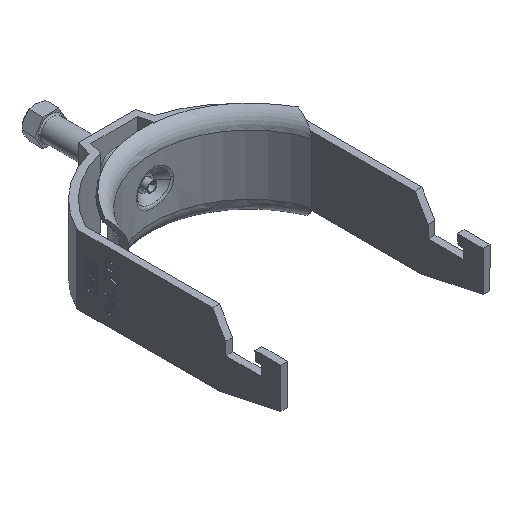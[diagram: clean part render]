
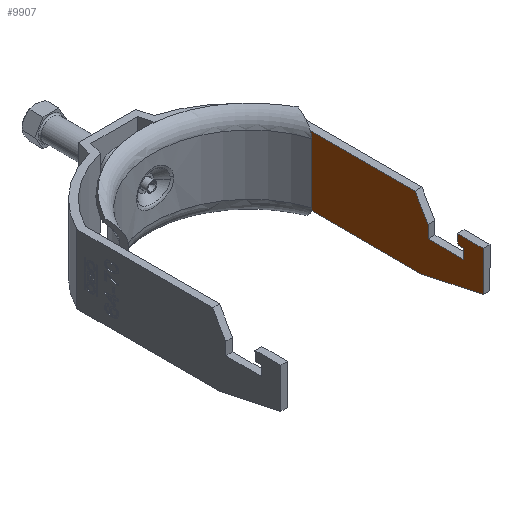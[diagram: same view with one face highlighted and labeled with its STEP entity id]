
A CAD part, isometric view. The second image highlights one B-rep face of the part: STEP entity #9907.
In plain terms, the highlighted planar face has unit normal (-1, 0, 0).
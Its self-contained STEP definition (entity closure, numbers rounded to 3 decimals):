
#7 = FACE_OUTER_BOUND ( 'NONE', #5955, .T. ) ;
#298 = EDGE_CURVE ( 'NONE', #744, #4151, #7717, .T. ) ;
#308 = CARTESIAN_POINT ( 'NONE',  ( 35.5, -94., -0.25 ) ) ;
#348 = VERTEX_POINT ( 'NONE', #911 ) ;
#471 = ORIENTED_EDGE ( 'NONE', *, *, #10245, .T. ) ;
#568 = VERTEX_POINT ( 'NONE', #3161 ) ;
#744 = VERTEX_POINT ( 'NONE', #7616 ) ;
#782 = CARTESIAN_POINT ( 'NONE',  ( 35.5, -94., 3.25 ) ) ;
#911 = CARTESIAN_POINT ( 'NONE',  ( 35.5, -78.761, -12.5 ) ) ;
#1078 = LINE ( 'NONE', #7510, #11198 ) ;
#1466 = VECTOR ( 'NONE', #10874, 1000. ) ;
#1511 = CARTESIAN_POINT ( 'NONE',  ( 35.5, -140., 6.75 ) ) ;
#1611 = DIRECTION ( 'NONE',  ( 0., 1., 0. ) ) ;
#1641 = CARTESIAN_POINT ( 'NONE',  ( 35.5, -93.639, -16.556 ) ) ;
#1772 = LINE ( 'NONE', #3616, #10952 ) ;
#1782 = DIRECTION ( 'NONE',  ( 0., 0., 1. ) ) ;
#1824 = DIRECTION ( 'NONE',  ( 0., 1., 0. ) ) ;
#1912 = EDGE_CURVE ( 'NONE', #3539, #4151, #6020, .T. ) ;
#2060 = DIRECTION ( 'NONE',  ( 0., 1., 0. ) ) ;
#2226 = AXIS2_PLACEMENT_3D ( 'NONE', #6511, #7326, #7435 ) ;
#2232 = VECTOR ( 'NONE', #11389, 1000. ) ;
#2245 = CARTESIAN_POINT ( 'NONE',  ( 35.5, -81., -0.25 ) ) ;
#2285 = VECTOR ( 'NONE', #1782, 1000. ) ;
#2359 = LINE ( 'NONE', #1641, #2232 ) ;
#2548 = ORIENTED_EDGE ( 'NONE', *, *, #298, .T. ) ;
#2723 = CARTESIAN_POINT ( 'NONE',  ( 35.5, -91.6, 6.75 ) ) ;
#2874 = ORIENTED_EDGE ( 'NONE', *, *, #3514, .T. ) ;
#3031 = DIRECTION ( 'NONE',  ( 0., -1., 0. ) ) ;
#3037 = ORIENTED_EDGE ( 'NONE', *, *, #1912, .F. ) ;
#3161 = CARTESIAN_POINT ( 'NONE',  ( 35.5, -101., 6.75 ) ) ;
#3194 = ORIENTED_EDGE ( 'NONE', *, *, #3526, .T. ) ;
#3295 = EDGE_CURVE ( 'NONE', #11024, #568, #1078, .T. ) ;
#3432 = EDGE_CURVE ( 'NONE', #348, #3539, #5371, .T. ) ;
#3514 = EDGE_CURVE ( 'NONE', #5554, #744, #10811, .T. ) ;
#3526 = EDGE_CURVE ( 'NONE', #4372, #5554, #11528, .T. ) ;
#3539 = VERTEX_POINT ( 'NONE', #8880 ) ;
#3594 = ORIENTED_EDGE ( 'NONE', *, *, #3432, .F. ) ;
#3616 = CARTESIAN_POINT ( 'NONE',  ( 35.5, -94., -12.5 ) ) ;
#3733 = LINE ( 'NONE', #5536, #6715 ) ;
#4143 = ORIENTED_EDGE ( 'NONE', *, *, #6224, .T. ) ;
#4151 = VERTEX_POINT ( 'NONE', #9265 ) ;
#4167 = DIRECTION ( 'NONE',  ( 0., 0., 1. ) ) ;
#4255 = DIRECTION ( 'NONE',  ( 0., 1., 0. ) ) ;
#4360 = CARTESIAN_POINT ( 'NONE',  ( 35.5, -137.353, -0.046 ) ) ;
#4372 = VERTEX_POINT ( 'NONE', #2245 ) ;
#4493 = ORIENTED_EDGE ( 'NONE', *, *, #10548, .T. ) ;
#4803 = VECTOR ( 'NONE', #4167, 1000. ) ;
#5252 = CARTESIAN_POINT ( 'NONE',  ( 35.5, -103.003, -33.86 ) ) ;
#5262 = LINE ( 'NONE', #1511, #8803 ) ;
#5315 = ORIENTED_EDGE ( 'NONE', *, *, #6382, .T. ) ;
#5371 = LINE ( 'NONE', #6095, #9122 ) ;
#5536 = CARTESIAN_POINT ( 'NONE',  ( 35.5, -140., -0.25 ) ) ;
#5554 = VERTEX_POINT ( 'NONE', #9772 ) ;
#5861 = VERTEX_POINT ( 'NONE', #308 ) ;
#5915 = VECTOR ( 'NONE', #8040, 1000. ) ;
#5955 = EDGE_LOOP ( 'NONE', ( #3594, #9558, #7630, #4143, #4493, #5315, #471, #10777, #3194, #2874, #2548, #3037 ) ) ;
#6020 = LINE ( 'NONE', #6078, #4803 ) ;
#6078 = CARTESIAN_POINT ( 'NONE',  ( 35.5, -27.568, -12.5 ) ) ;
#6095 = CARTESIAN_POINT ( 'NONE',  ( 35.5, -140., -12.5 ) ) ;
#6224 = EDGE_CURVE ( 'NONE', #568, #8368, #5262, .T. ) ;
#6245 = CARTESIAN_POINT ( 'NONE',  ( 35.5, -101., -7.773 ) ) ;
#6382 = EDGE_CURVE ( 'NONE', #10637, #8172, #9112, .T. ) ;
#6511 = CARTESIAN_POINT ( 'NONE',  ( 35.5, -140., -12.5 ) ) ;
#6715 = VECTOR ( 'NONE', #1824, 1000. ) ;
#6926 = VECTOR ( 'NONE', #3031, 1000. ) ;
#7251 = DIRECTION ( 'NONE',  ( 0., 0., -1. ) ) ;
#7326 = DIRECTION ( 'NONE',  ( -1., 0., 0. ) ) ;
#7435 = DIRECTION ( 'NONE',  ( 0., 1., 0. ) ) ;
#7510 = CARTESIAN_POINT ( 'NONE',  ( 35.5, -101., -12.5 ) ) ;
#7616 = CARTESIAN_POINT ( 'NONE',  ( 35.5, -76.237, 12.5 ) ) ;
#7630 = ORIENTED_EDGE ( 'NONE', *, *, #3295, .T. ) ;
#7717 = LINE ( 'NONE', #10448, #10015 ) ;
#7839 = CARTESIAN_POINT ( 'NONE',  ( 35.5, -91.906, 3.25 ) ) ;
#8040 = DIRECTION ( 'NONE',  ( 0., 0.5, 0.866 ) ) ;
#8172 = VERTEX_POINT ( 'NONE', #782 ) ;
#8368 = VERTEX_POINT ( 'NONE', #2723 ) ;
#8660 = EDGE_CURVE ( 'NONE', #5861, #4372, #3733, .T. ) ;
#8803 = VECTOR ( 'NONE', #4255, 1000. ) ;
#8880 = CARTESIAN_POINT ( 'NONE',  ( 35.5, -27.568, -12.5 ) ) ;
#8884 = LINE ( 'NONE', #4360, #1466 ) ;
#9112 = LINE ( 'NONE', #10568, #6926 ) ;
#9122 = VECTOR ( 'NONE', #1611, 1000. ) ;
#9265 = CARTESIAN_POINT ( 'NONE',  ( 35.5, -27.568, 12.5 ) ) ;
#9558 = ORIENTED_EDGE ( 'NONE', *, *, #9847, .T. ) ;
#9772 = CARTESIAN_POINT ( 'NONE',  ( 35.5, -81., 4.25 ) ) ;
#9847 = EDGE_CURVE ( 'NONE', #348, #11024, #8884, .T. ) ;
#9907 = ADVANCED_FACE ( 'NONE', ( #7 ), #11045, .T. ) ;
#10015 = VECTOR ( 'NONE', #2060, 1000. ) ;
#10245 = EDGE_CURVE ( 'NONE', #8172, #5861, #1772, .T. ) ;
#10448 = CARTESIAN_POINT ( 'NONE',  ( 35.5, -140., 12.5 ) ) ;
#10548 = EDGE_CURVE ( 'NONE', #8368, #10637, #2359, .T. ) ;
#10568 = CARTESIAN_POINT ( 'NONE',  ( 35.5, -140., 3.25 ) ) ;
#10637 = VERTEX_POINT ( 'NONE', #7839 ) ;
#10777 = ORIENTED_EDGE ( 'NONE', *, *, #8660, .T. ) ;
#10811 = LINE ( 'NONE', #5252, #5915 ) ;
#10874 = DIRECTION ( 'NONE',  ( 0., -0.978, 0.208 ) ) ;
#10952 = VECTOR ( 'NONE', #7251, 1000. ) ;
#11024 = VERTEX_POINT ( 'NONE', #6245 ) ;
#11045 = PLANE ( 'NONE',  #2226 ) ;
#11120 = DIRECTION ( 'NONE',  ( 0., 0., 1. ) ) ;
#11198 = VECTOR ( 'NONE', #11120, 1000. ) ;
#11389 = DIRECTION ( 'NONE',  ( 0., -0.087, -0.996 ) ) ;
#11528 = LINE ( 'NONE', #11690, #2285 ) ;
#11690 = CARTESIAN_POINT ( 'NONE',  ( 35.5, -81., -12.5 ) ) ;
